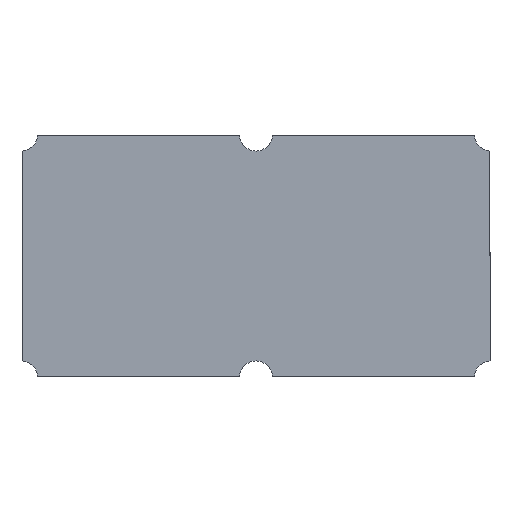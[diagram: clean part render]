
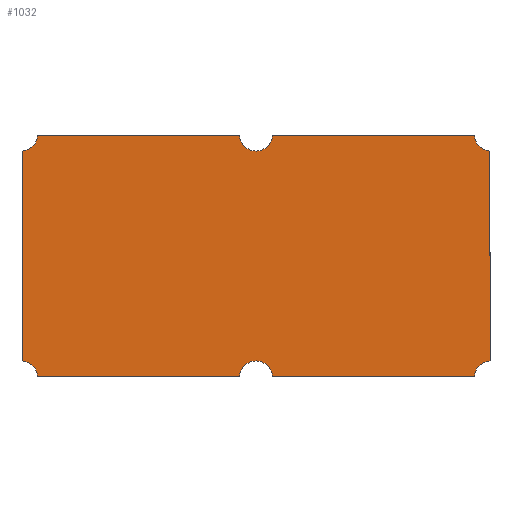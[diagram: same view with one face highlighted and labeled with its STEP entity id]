
A CAD part, front view. The second image highlights one B-rep face of the part: STEP entity #1032.
In plain terms, the highlighted planar face has unit normal (0, -1, 0).
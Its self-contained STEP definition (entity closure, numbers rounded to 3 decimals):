
#4 = VERTEX_POINT ( 'NONE', #770 ) ;
#6 = CARTESIAN_POINT ( 'NONE',  ( 799.103, -5., 441.237 ) ) ;
#18 = DIRECTION ( 'NONE',  ( 0., 0., 1. ) ) ;
#20 = CARTESIAN_POINT ( 'NONE',  ( 859.038, -5., -444.038 ) ) ;
#40 = CARTESIAN_POINT ( 'NONE',  ( 0., -5., -441.237 ) ) ;
#51 = ORIENTED_EDGE ( 'NONE', *, *, #1283, .F. ) ;
#66 = DIRECTION ( 'NONE',  ( 1., 0., 0. ) ) ;
#68 = AXIS2_PLACEMENT_3D ( 'NONE', #73, #797, #194 ) ;
#73 = CARTESIAN_POINT ( 'NONE',  ( 859.038, -5., 444.038 ) ) ;
#79 = VECTOR ( 'NONE', #66, 1000. ) ;
#81 = LINE ( 'NONE', #758, #1143 ) ;
#84 = LINE ( 'NONE', #638, #876 ) ;
#134 = DIRECTION ( 'NONE',  ( 0., 1., 0. ) ) ;
#150 = ORIENTED_EDGE ( 'NONE', *, *, #743, .T. ) ;
#177 = LINE ( 'NONE', #837, #1072 ) ;
#181 = VERTEX_POINT ( 'NONE', #818 ) ;
#186 = VERTEX_POINT ( 'NONE', #1317 ) ;
#190 = DIRECTION ( 'NONE',  ( 0., 0., 1. ) ) ;
#194 = DIRECTION ( 'NONE',  ( 0., 0., 1. ) ) ;
#209 = AXIS2_PLACEMENT_3D ( 'NONE', #20, #437, #958 ) ;
#216 = CIRCLE ( 'NONE', #789, 60. ) ;
#223 = EDGE_LOOP ( 'NONE', ( #387, #1238, #798, #150, #808, #610, #782, #51, #1226, #1131, #576, #407, #1313 ) ) ;
#232 = EDGE_CURVE ( 'NONE', #287, #681, #84, .T. ) ;
#244 = DIRECTION ( 'NONE',  ( 0., 0., -1. ) ) ;
#274 = AXIS2_PLACEMENT_3D ( 'NONE', #727, #938, #325 ) ;
#287 = VERTEX_POINT ( 'NONE', #6 ) ;
#301 = CARTESIAN_POINT ( 'NONE',  ( 856.237, -5., 384.103 ) ) ;
#308 = EDGE_CURVE ( 'NONE', #337, #935, #1029, .T. ) ;
#325 = DIRECTION ( 'NONE',  ( 0., 0., 1. ) ) ;
#334 = VECTOR ( 'NONE', #455, 1000. ) ;
#337 = VERTEX_POINT ( 'NONE', #992 ) ;
#344 = CARTESIAN_POINT ( 'NONE',  ( -856.237, -5., 384.103 ) ) ;
#348 = LINE ( 'NONE', #988, #334 ) ;
#366 = CARTESIAN_POINT ( 'NONE',  ( 0., -5., 0. ) ) ;
#387 = ORIENTED_EDGE ( 'NONE', *, *, #1305, .F. ) ;
#407 = ORIENTED_EDGE ( 'NONE', *, *, #232, .T. ) ;
#408 = DIRECTION ( 'NONE',  ( 0., 1., 0. ) ) ;
#432 = CIRCLE ( 'NONE', #441, 60. ) ;
#437 = DIRECTION ( 'NONE',  ( 0., 1., 0. ) ) ;
#441 = AXIS2_PLACEMENT_3D ( 'NONE', #659, #134, #244 ) ;
#455 = DIRECTION ( 'NONE',  ( 1., 0., 0. ) ) ;
#489 = EDGE_CURVE ( 'NONE', #181, #1148, #81, .T. ) ;
#498 = EDGE_CURVE ( 'NONE', #1148, #287, #602, .T. ) ;
#511 = CARTESIAN_POINT ( 'NONE',  ( 799.103, -5., -441.237 ) ) ;
#528 = DIRECTION ( 'NONE',  ( 0., 1., 0. ) ) ;
#572 = DIRECTION ( 'NONE',  ( 0., 1., 0. ) ) ;
#576 = ORIENTED_EDGE ( 'NONE', *, *, #498, .T. ) ;
#602 = CIRCLE ( 'NONE', #68, 60. ) ;
#610 = ORIENTED_EDGE ( 'NONE', *, *, #1034, .T. ) ;
#614 = DIRECTION ( 'NONE',  ( 0., 1., 0. ) ) ;
#638 = CARTESIAN_POINT ( 'NONE',  ( 0., -5., 441.237 ) ) ;
#644 = CARTESIAN_POINT ( 'NONE',  ( 0., -5., -444.038 ) ) ;
#659 = CARTESIAN_POINT ( 'NONE',  ( 0., -5., 444.038 ) ) ;
#681 = VERTEX_POINT ( 'NONE', #1041 ) ;
#690 = CARTESIAN_POINT ( 'NONE',  ( 0., -5., -441.237 ) ) ;
#693 = AXIS2_PLACEMENT_3D ( 'NONE', #366, #572, #1285 ) ;
#727 = CARTESIAN_POINT ( 'NONE',  ( -859.038, -5., -444.038 ) ) ;
#743 = EDGE_CURVE ( 'NONE', #4, #186, #1175, .T. ) ;
#746 = DIRECTION ( 'NONE',  ( 0., 0., 1. ) ) ;
#758 = CARTESIAN_POINT ( 'NONE',  ( 856.237, -5., 0. ) ) ;
#765 = CARTESIAN_POINT ( 'NONE',  ( -799.103, -5., 441.237 ) ) ;
#770 = CARTESIAN_POINT ( 'NONE',  ( -856.237, -5., -384.103 ) ) ;
#774 = DIRECTION ( 'NONE',  ( -1., 0., 0. ) ) ;
#780 = VERTEX_POINT ( 'NONE', #511 ) ;
#782 = ORIENTED_EDGE ( 'NONE', *, *, #308, .T. ) ;
#789 = AXIS2_PLACEMENT_3D ( 'NONE', #1302, #408, #190 ) ;
#797 = DIRECTION ( 'NONE',  ( 0., 1., 0. ) ) ;
#798 = ORIENTED_EDGE ( 'NONE', *, *, #1315, .F. ) ;
#808 = ORIENTED_EDGE ( 'NONE', *, *, #919, .T. ) ;
#818 = CARTESIAN_POINT ( 'NONE',  ( 856.237, -5., -384.103 ) ) ;
#831 = VERTEX_POINT ( 'NONE', #765 ) ;
#837 = CARTESIAN_POINT ( 'NONE',  ( -856.237, -5., 0. ) ) ;
#855 = CARTESIAN_POINT ( 'NONE',  ( -59.935, -5., -441.237 ) ) ;
#867 = VERTEX_POINT ( 'NONE', #855 ) ;
#870 = VERTEX_POINT ( 'NONE', #344 ) ;
#876 = VECTOR ( 'NONE', #1247, 1000. ) ;
#907 = LINE ( 'NONE', #690, #79 ) ;
#919 = EDGE_CURVE ( 'NONE', #186, #867, #907, .T. ) ;
#935 = VERTEX_POINT ( 'NONE', #1336 ) ;
#938 = DIRECTION ( 'NONE',  ( 0., 1., 0. ) ) ;
#942 = DIRECTION ( 'NONE',  ( 0., 0., 1. ) ) ;
#944 = LINE ( 'NONE', #40, #1250 ) ;
#958 = DIRECTION ( 'NONE',  ( 0., 0., -1. ) ) ;
#988 = CARTESIAN_POINT ( 'NONE',  ( 0., -5., 441.237 ) ) ;
#990 = PLANE ( 'NONE',  #693 ) ;
#992 = CARTESIAN_POINT ( 'NONE',  ( 0., -5., -384.038 ) ) ;
#1029 = CIRCLE ( 'NONE', #1287, 60. ) ;
#1032 = ADVANCED_FACE ( 'NONE', ( #1206 ), #990, .F. ) ;
#1034 = EDGE_CURVE ( 'NONE', #867, #337, #216, .T. ) ;
#1041 = CARTESIAN_POINT ( 'NONE',  ( 59.935, -5., 441.237 ) ) ;
#1072 = VECTOR ( 'NONE', #18, 1000. ) ;
#1083 = CIRCLE ( 'NONE', #209, 60. ) ;
#1131 = ORIENTED_EDGE ( 'NONE', *, *, #489, .T. ) ;
#1140 = CARTESIAN_POINT ( 'NONE',  ( -59.935, -5., 441.237 ) ) ;
#1143 = VECTOR ( 'NONE', #746, 1000. ) ;
#1148 = VERTEX_POINT ( 'NONE', #301 ) ;
#1170 = EDGE_CURVE ( 'NONE', #681, #1211, #432, .T. ) ;
#1175 = CIRCLE ( 'NONE', #274, 60. ) ;
#1206 = FACE_OUTER_BOUND ( 'NONE', #223, .T. ) ;
#1211 = VERTEX_POINT ( 'NONE', #1140 ) ;
#1212 = EDGE_CURVE ( 'NONE', #831, #870, #1291, .T. ) ;
#1214 = CARTESIAN_POINT ( 'NONE',  ( -859.038, -5., 444.038 ) ) ;
#1226 = ORIENTED_EDGE ( 'NONE', *, *, #1229, .T. ) ;
#1229 = EDGE_CURVE ( 'NONE', #780, #181, #1083, .T. ) ;
#1238 = ORIENTED_EDGE ( 'NONE', *, *, #1212, .T. ) ;
#1247 = DIRECTION ( 'NONE',  ( -1., 0., 0. ) ) ;
#1250 = VECTOR ( 'NONE', #774, 1000. ) ;
#1283 = EDGE_CURVE ( 'NONE', #780, #935, #944, .T. ) ;
#1285 = DIRECTION ( 'NONE',  ( 0., 0., 1. ) ) ;
#1287 = AXIS2_PLACEMENT_3D ( 'NONE', #644, #528, #942 ) ;
#1291 = CIRCLE ( 'NONE', #1337, 60. ) ;
#1302 = CARTESIAN_POINT ( 'NONE',  ( 0., -5., -444.038 ) ) ;
#1305 = EDGE_CURVE ( 'NONE', #831, #1211, #348, .T. ) ;
#1313 = ORIENTED_EDGE ( 'NONE', *, *, #1170, .T. ) ;
#1315 = EDGE_CURVE ( 'NONE', #4, #870, #177, .T. ) ;
#1317 = CARTESIAN_POINT ( 'NONE',  ( -799.103, -5., -441.237 ) ) ;
#1327 = DIRECTION ( 'NONE',  ( 0., 0., -1. ) ) ;
#1336 = CARTESIAN_POINT ( 'NONE',  ( 59.935, -5., -441.237 ) ) ;
#1337 = AXIS2_PLACEMENT_3D ( 'NONE', #1214, #614, #1327 ) ;
